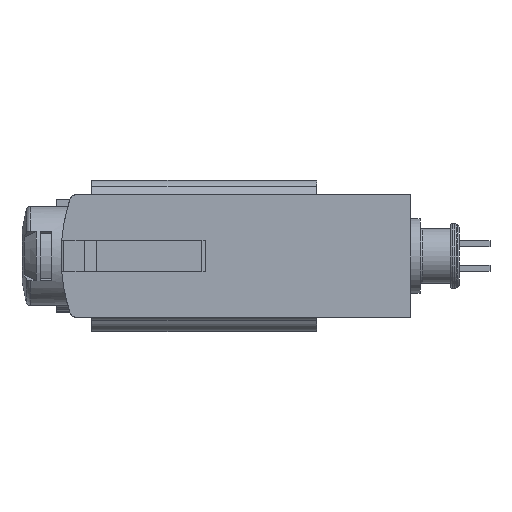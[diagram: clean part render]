
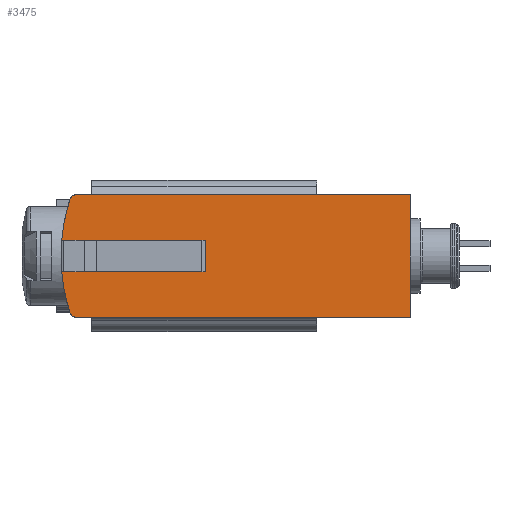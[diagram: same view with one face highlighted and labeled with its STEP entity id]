
A CAD part, left-side view. The second image highlights one B-rep face of the part: STEP entity #3475.
In plain terms, the highlighted planar face has unit normal (-1, 0, 0).
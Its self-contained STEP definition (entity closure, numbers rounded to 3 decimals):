
#37=PLANE('',#3823);
#262=CIRCLE('',#3666,15.);
#265=CIRCLE('',#3669,15.);
#298=CIRCLE('',#3779,0.5);
#315=CIRCLE('',#3824,0.5);
#406=LINE('',#5509,#725);
#427=LINE('',#5565,#746);
#443=LINE('',#5640,#762);
#444=LINE('',#5642,#763);
#445=LINE('',#5645,#764);
#446=LINE('',#5647,#765);
#725=VECTOR('',#4317,1000.);
#746=VECTOR('',#4366,1000.);
#762=VECTOR('',#4446,1000.);
#763=VECTOR('',#4449,1000.);
#764=VECTOR('',#4450,1000.);
#765=VECTOR('',#4453,1000.);
#1263=ORIENTED_EDGE('',*,*,#2252,.T.);
#1264=ORIENTED_EDGE('',*,*,#2253,.T.);
#1265=ORIENTED_EDGE('',*,*,#2032,.F.);
#1266=ORIENTED_EDGE('',*,*,#2189,.F.);
#1267=ORIENTED_EDGE('',*,*,#2186,.T.);
#1268=ORIENTED_EDGE('',*,*,#2251,.T.);
#1269=ORIENTED_EDGE('',*,*,#2214,.F.);
#1270=ORIENTED_EDGE('',*,*,#2254,.F.);
#1271=ORIENTED_EDGE('',*,*,#2035,.F.);
#1272=ORIENTED_EDGE('',*,*,#2255,.F.);
#2032=EDGE_CURVE('',#2545,#2546,#262,.T.);
#2035=EDGE_CURVE('',#2548,#2549,#265,.T.);
#2186=EDGE_CURVE('',#2697,#2696,#406,.T.);
#2189=EDGE_CURVE('',#2697,#2545,#298,.T.);
#2214=EDGE_CURVE('',#2717,#2718,#427,.T.);
#2251=EDGE_CURVE('',#2696,#2718,#443,.T.);
#2252=EDGE_CURVE('',#2737,#2738,#444,.T.);
#2253=EDGE_CURVE('',#2738,#2546,#445,.T.);
#2254=EDGE_CURVE('',#2549,#2717,#315,.T.);
#2255=EDGE_CURVE('',#2737,#2548,#446,.T.);
#2545=VERTEX_POINT('',#5158);
#2546=VERTEX_POINT('',#5160);
#2548=VERTEX_POINT('',#5164);
#2549=VERTEX_POINT('',#5166);
#2696=VERTEX_POINT('',#5508);
#2697=VERTEX_POINT('',#5510);
#2717=VERTEX_POINT('',#5564);
#2718=VERTEX_POINT('',#5566);
#2737=VERTEX_POINT('',#5643);
#2738=VERTEX_POINT('',#5644);
#2946=EDGE_LOOP('',(#1263,#1264,#1265,#1266,#1267,#1268,#1269,#1270,#1271,
#1272));
#3196=FACE_BOUND('',#2946,.T.);
#3475=ADVANCED_FACE('',(#3196),#37,.F.);
#3666=AXIS2_PLACEMENT_3D('',#5159,#4055,#4056);
#3669=AXIS2_PLACEMENT_3D('',#5165,#4061,#4062);
#3779=AXIS2_PLACEMENT_3D('',#5514,#4323,#4324);
#3823=AXIS2_PLACEMENT_3D('',#5641,#4447,#4448);
#3824=AXIS2_PLACEMENT_3D('',#5646,#4451,#4452);
#4055=DIRECTION('',(1.,0.,0.));
#4056=DIRECTION('',(0.,0.,-1.));
#4061=DIRECTION('',(1.,0.,0.));
#4062=DIRECTION('',(0.,0.,-1.));
#4317=DIRECTION('',(0.,-1.,0.));
#4323=DIRECTION('',(1.,0.,0.));
#4324=DIRECTION('',(0.,0.,-1.));
#4366=DIRECTION('',(0.,-1.,0.));
#4446=DIRECTION('',(0.,0.,1.));
#4447=DIRECTION('',(1.,0.,0.));
#4448=DIRECTION('',(0.,0.,-1.));
#4449=DIRECTION('',(0.,0.,-1.));
#4450=DIRECTION('',(0.,1.,0.));
#4451=DIRECTION('',(1.,0.,0.));
#4452=DIRECTION('',(0.,0.,-1.));
#4453=DIRECTION('',(0.,1.,0.));
#5158=CARTESIAN_POINT('',(-102.4,20.109,-4.655));
#5159=CARTESIAN_POINT('',(-102.4,5.85,0.));
#5160=CARTESIAN_POINT('',(-102.4,20.794,-1.3));
#5164=CARTESIAN_POINT('',(-102.4,20.794,1.3));
#5165=CARTESIAN_POINT('',(-102.4,5.85,0.));
#5166=CARTESIAN_POINT('',(-102.4,20.109,4.655));
#5508=CARTESIAN_POINT('',(-102.4,-7.65,-5.));
#5509=CARTESIAN_POINT('',(-102.4,23.,-5.));
#5510=CARTESIAN_POINT('',(-102.4,19.634,-5.));
#5514=CARTESIAN_POINT('',(-102.4,19.634,-4.5));
#5564=CARTESIAN_POINT('',(-102.4,19.634,5.));
#5565=CARTESIAN_POINT('',(-102.4,23.,5.));
#5566=CARTESIAN_POINT('',(-102.4,-7.65,5.));
#5640=CARTESIAN_POINT('',(-102.4,-7.65,-5.));
#5641=CARTESIAN_POINT('',(-102.4,23.,-5.));
#5642=CARTESIAN_POINT('',(-102.4,9.05,1.3));
#5643=CARTESIAN_POINT('',(-102.4,9.05,1.3));
#5644=CARTESIAN_POINT('',(-102.4,9.05,-1.3));
#5645=CARTESIAN_POINT('',(-102.4,9.05,-1.3));
#5646=CARTESIAN_POINT('',(-102.4,19.634,4.5));
#5647=CARTESIAN_POINT('',(-102.4,9.05,1.3));
